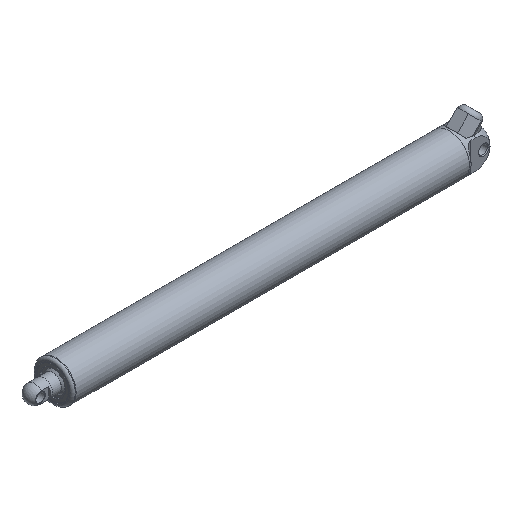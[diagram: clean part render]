
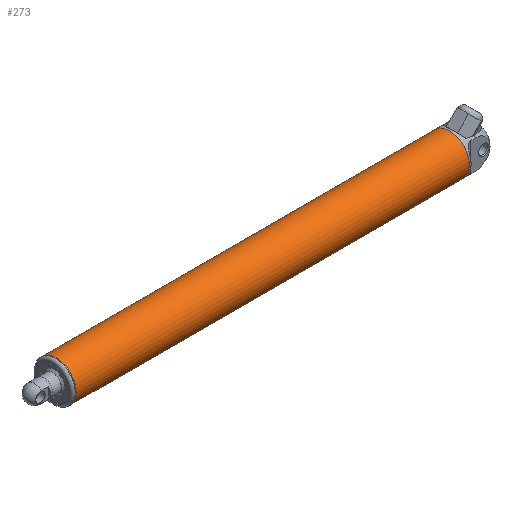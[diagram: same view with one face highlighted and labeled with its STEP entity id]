
A CAD part, isometric view. The second image highlights one B-rep face of the part: STEP entity #273.
In plain terms, the highlighted cylindrical face has radius 11.43 mm (diameter 22.86 mm), a full revolution.
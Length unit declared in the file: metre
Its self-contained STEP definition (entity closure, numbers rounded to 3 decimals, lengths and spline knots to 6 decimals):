
#273 = ADVANCED_FACE( '', ( #505, #506 ), #507, .T. );
#505 = FACE_OUTER_BOUND( '', #741, .T. );
#506 = FACE_OUTER_BOUND( '', #742, .T. );
#507 = CYLINDRICAL_SURFACE( '', #743, 0.01143 );
#741 = EDGE_LOOP( '', ( #1104 ) );
#742 = EDGE_LOOP( '', ( #1105 ) );
#743 = AXIS2_PLACEMENT_3D( '', #1106, #1107, #1108 );
#1104 = ORIENTED_EDGE( '', *, *, #1428, .F. );
#1105 = ORIENTED_EDGE( '', *, *, #1429, .T. );
#1106 = CARTESIAN_POINT( '', ( 0.1125, 0., 0. ) );
#1107 = DIRECTION( '', ( 1., 0., 0. ) );
#1108 = DIRECTION( '', ( 0., 0., 1. ) );
#1428 = EDGE_CURVE( '', #1661, #1661, #1662, .T. );
#1429 = EDGE_CURVE( '', #1663, #1663, #1664, .T. );
#1661 = VERTEX_POINT( '', #2065 );
#1662 = CIRCLE( '', #2066, 0.01143 );
#1663 = VERTEX_POINT( '', #2067 );
#1664 = CIRCLE( '', #2068, 0.01143 );
#2065 = CARTESIAN_POINT( '', ( 0.1125, 0., -0.01143 ) );
#2066 = AXIS2_PLACEMENT_3D( '', #2298, #2299, #2300 );
#2067 = CARTESIAN_POINT( '', ( -0.1125, 0., -0.01143 ) );
#2068 = AXIS2_PLACEMENT_3D( '', #2301, #2302, #2303 );
#2298 = CARTESIAN_POINT( '', ( 0.1125, 0., 0. ) );
#2299 = DIRECTION( '', ( 1., 0., 0. ) );
#2300 = DIRECTION( '', ( 0., 0., -1. ) );
#2301 = CARTESIAN_POINT( '', ( -0.1125, 0., 0. ) );
#2302 = DIRECTION( '', ( 1., 0., 0. ) );
#2303 = DIRECTION( '', ( 0., 0., -1. ) );
